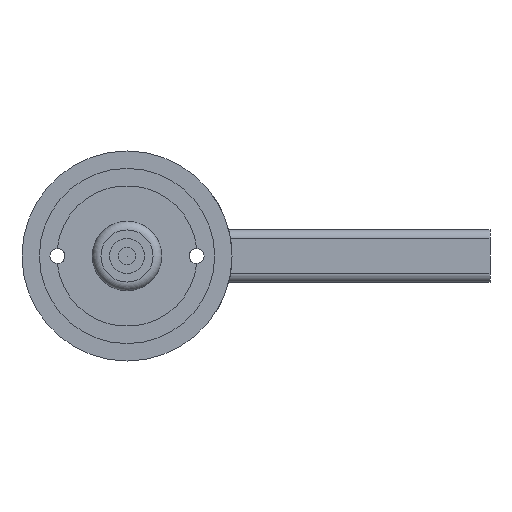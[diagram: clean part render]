
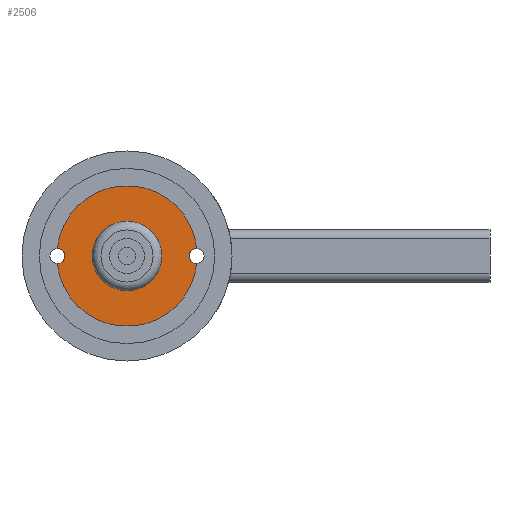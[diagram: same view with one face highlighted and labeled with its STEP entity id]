
A CAD part, left-side view. The second image highlights one B-rep face of the part: STEP entity #2506.
In plain terms, the highlighted planar face has unit normal (-1, 0, 0).
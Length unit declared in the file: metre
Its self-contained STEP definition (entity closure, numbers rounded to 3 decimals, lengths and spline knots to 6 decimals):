
#105=CIRCLE('',#2914,0.025654);
#106=CIRCLE('',#2916,0.025654);
#108=CIRCLE('',#2921,0.002743);
#109=CIRCLE('',#2922,0.002743);
#110=CIRCLE('',#2923,0.01143);
#1072=ORIENTED_EDGE('',*,*,#1533,.F.);
#1073=ORIENTED_EDGE('',*,*,#1528,.T.);
#1074=ORIENTED_EDGE('',*,*,#1534,.F.);
#1075=ORIENTED_EDGE('',*,*,#1530,.T.);
#1076=ORIENTED_EDGE('',*,*,#1535,.F.);
#1528=EDGE_CURVE('',#1821,#1822,#105,.T.);
#1530=EDGE_CURVE('',#1824,#1823,#106,.T.);
#1533=EDGE_CURVE('',#1821,#1823,#108,.F.);
#1534=EDGE_CURVE('',#1824,#1822,#109,.F.);
#1535=EDGE_CURVE('',#1826,#1826,#110,.T.);
#1821=VERTEX_POINT('',#4661);
#1822=VERTEX_POINT('',#4663);
#1823=VERTEX_POINT('',#4667);
#1824=VERTEX_POINT('',#4669);
#1826=VERTEX_POINT('',#4679);
#2079=EDGE_LOOP('',(#1072,#1073,#1074,#1075));
#2080=EDGE_LOOP('',(#1076));
#2268=FACE_BOUND('',#2079,.T.);
#2269=FACE_BOUND('',#2080,.T.);
#2380=PLANE('',#2920);
#2506=ADVANCED_FACE('',(#2268,#2269),#2380,.F.);
#2914=AXIS2_PLACEMENT_3D('',#4664,#3487,#3488);
#2916=AXIS2_PLACEMENT_3D('',#4668,#3492,#3493);
#2920=AXIS2_PLACEMENT_3D('',#4675,#3501,#3502);
#2921=AXIS2_PLACEMENT_3D('',#4676,#3503,#3504);
#2922=AXIS2_PLACEMENT_3D('',#4677,#3505,#3506);
#2923=AXIS2_PLACEMENT_3D('',#4678,#3507,#3508);
#3487=DIRECTION('',(-1.,0.,0.));
#3488=DIRECTION('',(0.,0.,1.));
#3492=DIRECTION('',(-1.,0.,0.));
#3493=DIRECTION('',(0.,0.,1.));
#3501=DIRECTION('',(1.,0.,0.));
#3502=DIRECTION('',(0.,0.,-1.));
#3503=DIRECTION('',(1.,0.,0.));
#3504=DIRECTION('',(0.,0.,-1.));
#3505=DIRECTION('',(1.,0.,0.));
#3506=DIRECTION('',(0.,0.,-1.));
#3507=DIRECTION('',(-1.,0.,0.));
#3508=DIRECTION('',(0.,0.,1.));
#4661=CARTESIAN_POINT('',(0.07808,0.025507,-0.002741));
#4663=CARTESIAN_POINT('',(0.07808,-0.025507,-0.002741));
#4664=CARTESIAN_POINT('',(0.07808,0.,0.));
#4667=CARTESIAN_POINT('',(0.07808,0.025507,0.002741));
#4668=CARTESIAN_POINT('',(0.07808,0.,0.));
#4669=CARTESIAN_POINT('',(0.07808,-0.025507,0.002741));
#4675=CARTESIAN_POINT('',(0.07808,0.018542,0.));
#4676=CARTESIAN_POINT('',(0.07808,0.0254,0.));
#4677=CARTESIAN_POINT('',(0.07808,-0.0254,0.));
#4678=CARTESIAN_POINT('',(0.07808,0.,0.));
#4679=CARTESIAN_POINT('',(0.07808,0.,0.01143));
